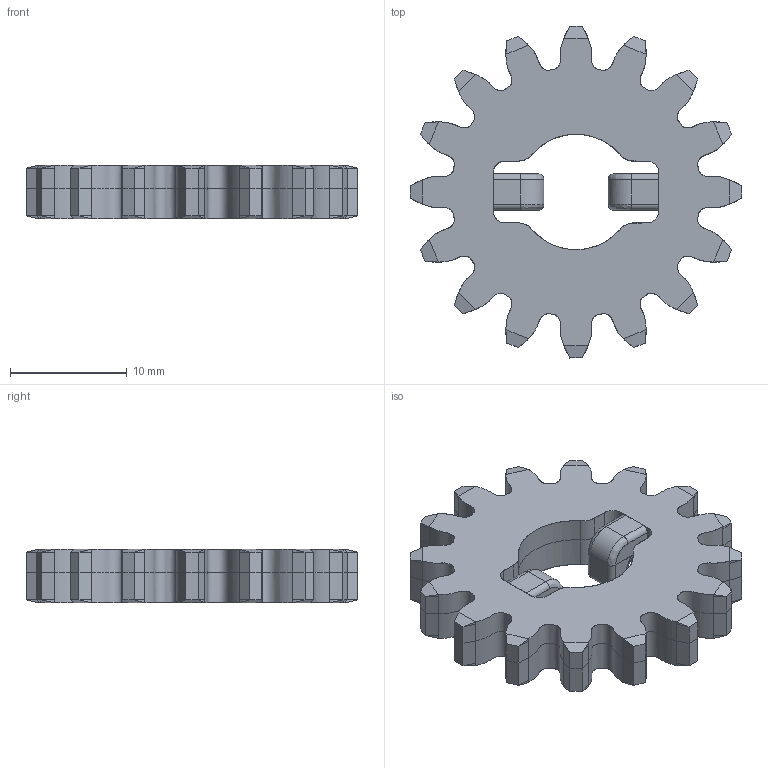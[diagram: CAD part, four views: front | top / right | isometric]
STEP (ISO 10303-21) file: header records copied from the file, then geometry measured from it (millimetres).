
FILE_DESCRIPTION((''),'2;1');
FILE_NAME('GS16.stp','2025-02-06T18:43:01',(''),(''),'AutoCAD STEP 2000i','AutoCAD 2000i',', , ');
FILE_SCHEMA(('CONFIG_CONTROL_DESIGN'));
Length unit declared in the file: millimetre
Products named in the file (1): GS16
Bounding box: 28.47 x 28.47 x 4.6 mm (x, y, z)
Surface area: 1777.6 mm2 (no closed solid volume)
Topology: 0 solids, 0 shells, 320 faces, 1362 edges, 1286 vertices
Faces by surface type: bspline 320
Entity records: 22880 total; most frequent: CARTESIAN_POINT 16917, QUASI_UNIFORM_CURVE 1872, PCURVE 1286, COMPOSITE_CURVE_SEGMENT 1286, B_SPLINE_CURVE_WITH_KNOTS 536, OUTER_BOUNDARY_CURVE 320, CURVE_BOUNDED_SURFACE 320, QUASI_UNIFORM_SURFACE 132
